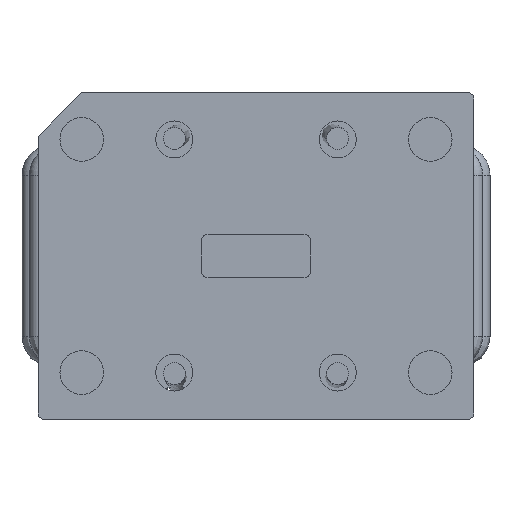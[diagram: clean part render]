
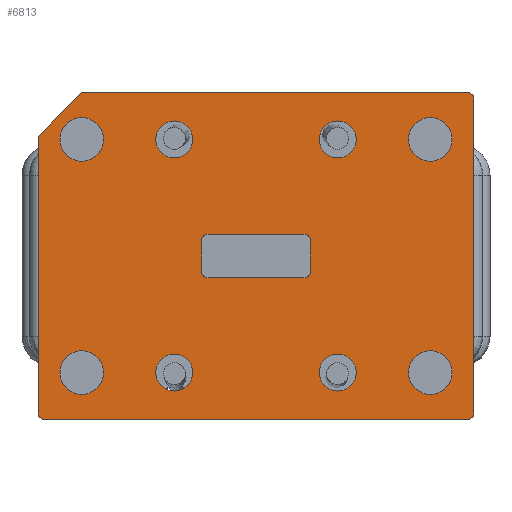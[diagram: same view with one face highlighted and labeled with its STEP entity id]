
A CAD part, front view. The second image highlights one B-rep face of the part: STEP entity #6813.
In plain terms, the highlighted planar face has unit normal (0, -1, 0).
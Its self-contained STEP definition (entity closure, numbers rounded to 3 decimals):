
#351=PLANE('',#8911);
#531=CIRCLE('',#8770,0.3);
#533=CIRCLE('',#8774,0.3);
#535=CIRCLE('',#8778,0.3);
#538=CIRCLE('',#8784,0.3);
#562=CIRCLE('',#8870,0.3);
#564=CIRCLE('',#8874,0.3);
#566=CIRCLE('',#8880,0.3);
#567=CIRCLE('',#8882,0.85);
#569=CIRCLE('',#8885,0.85);
#571=CIRCLE('',#8888,0.85);
#574=CIRCLE('',#8894,0.85);
#576=CIRCLE('',#8897,1.);
#578=CIRCLE('',#8900,1.);
#580=CIRCLE('',#8903,1.);
#582=CIRCLE('',#8910,1.);
#1288=ORIENTED_EDGE('',*,*,#2679,.T.);
#1289=ORIENTED_EDGE('',*,*,#2675,.F.);
#1290=ORIENTED_EDGE('',*,*,#2671,.T.);
#1291=ORIENTED_EDGE('',*,*,#2668,.F.);
#1292=ORIENTED_EDGE('',*,*,#2665,.T.);
#1293=ORIENTED_EDGE('',*,*,#2662,.F.);
#1294=ORIENTED_EDGE('',*,*,#2659,.T.);
#1295=ORIENTED_EDGE('',*,*,#2681,.F.);
#1296=ORIENTED_EDGE('',*,*,#2880,.T.);
#1297=ORIENTED_EDGE('',*,*,#2878,.T.);
#1298=ORIENTED_EDGE('',*,*,#2876,.T.);
#1299=ORIENTED_EDGE('',*,*,#2883,.T.);
#1300=ORIENTED_EDGE('',*,*,#2885,.F.);
#1301=ORIENTED_EDGE('',*,*,#2887,.F.);
#1302=ORIENTED_EDGE('',*,*,#2889,.F.);
#1303=ORIENTED_EDGE('',*,*,#2891,.F.);
#1304=ORIENTED_EDGE('',*,*,#2872,.F.);
#1305=ORIENTED_EDGE('',*,*,#2869,.T.);
#1306=ORIENTED_EDGE('',*,*,#2864,.F.);
#1307=ORIENTED_EDGE('',*,*,#2863,.T.);
#1308=ORIENTED_EDGE('',*,*,#2857,.F.);
#1309=ORIENTED_EDGE('',*,*,#2856,.T.);
#1310=ORIENTED_EDGE('',*,*,#2850,.F.);
#1311=ORIENTED_EDGE('',*,*,#2875,.T.);
#2659=EDGE_CURVE('',#3567,#3565,#531,.T.);
#2662=EDGE_CURVE('',#3567,#3569,#4221,.T.);
#2665=EDGE_CURVE('',#3571,#3569,#533,.T.);
#2668=EDGE_CURVE('',#3571,#3573,#4225,.T.);
#2671=EDGE_CURVE('',#3575,#3573,#535,.T.);
#2675=EDGE_CURVE('',#3575,#3578,#4230,.T.);
#2679=EDGE_CURVE('',#3580,#3578,#538,.T.);
#2681=EDGE_CURVE('',#3580,#3565,#4234,.T.);
#2850=EDGE_CURVE('',#3693,#3694,#4381,.T.);
#2856=EDGE_CURVE('',#3698,#3694,#562,.T.);
#2857=EDGE_CURVE('',#3698,#3699,#4386,.T.);
#2863=EDGE_CURVE('',#3702,#3699,#564,.T.);
#2864=EDGE_CURVE('',#3702,#3703,#4391,.T.);
#2869=EDGE_CURVE('',#3706,#3703,#4396,.T.);
#2872=EDGE_CURVE('',#3706,#3708,#4399,.T.);
#2875=EDGE_CURVE('',#3693,#3708,#566,.T.);
#2876=EDGE_CURVE('',#3709,#3709,#567,.T.);
#2878=EDGE_CURVE('',#3711,#3711,#569,.T.);
#2880=EDGE_CURVE('',#3713,#3713,#571,.T.);
#2883=EDGE_CURVE('',#3716,#3716,#574,.T.);
#2885=EDGE_CURVE('',#3718,#3718,#576,.T.);
#2887=EDGE_CURVE('',#3720,#3720,#578,.T.);
#2889=EDGE_CURVE('',#3722,#3722,#580,.T.);
#2891=EDGE_CURVE('',#3724,#3724,#582,.T.);
#3565=VERTEX_POINT('',#11553);
#3567=VERTEX_POINT('',#11556);
#3569=VERTEX_POINT('',#11562);
#3571=VERTEX_POINT('',#11568);
#3573=VERTEX_POINT('',#11574);
#3575=VERTEX_POINT('',#11580);
#3578=VERTEX_POINT('',#11588);
#3580=VERTEX_POINT('',#11596);
#3693=VERTEX_POINT('',#11941);
#3694=VERTEX_POINT('',#11942);
#3698=VERTEX_POINT('',#11951);
#3699=VERTEX_POINT('',#11956);
#3702=VERTEX_POINT('',#11964);
#3703=VERTEX_POINT('',#11969);
#3706=VERTEX_POINT('',#11976);
#3708=VERTEX_POINT('',#11984);
#3709=VERTEX_POINT('',#11991);
#3711=VERTEX_POINT('',#11996);
#3713=VERTEX_POINT('',#12001);
#3716=VERTEX_POINT('',#12010);
#3718=VERTEX_POINT('',#12015);
#3720=VERTEX_POINT('',#12020);
#3722=VERTEX_POINT('',#12025);
#3724=VERTEX_POINT('',#12034);
#4221=LINE('',#11561,#4690);
#4225=LINE('',#11573,#4694);
#4230=LINE('',#11587,#4699);
#4234=LINE('',#11599,#4703);
#4381=LINE('',#11940,#4850);
#4386=LINE('',#11955,#4855);
#4391=LINE('',#11968,#4860);
#4396=LINE('',#11978,#4865);
#4399=LINE('',#11983,#4868);
#4690=VECTOR('',#9551,1000.);
#4694=VECTOR('',#9563,1000.);
#4699=VECTOR('',#9576,1000.);
#4703=VECTOR('',#9590,1000.);
#4850=VECTOR('',#9901,1000.);
#4855=VECTOR('',#9914,1000.);
#4860=VECTOR('',#9927,1000.);
#4865=VECTOR('',#9934,1000.);
#4868=VECTOR('',#9939,1000.);
#5261=EDGE_LOOP('',(#1288,#1289,#1290,#1291,#1292,#1293,#1294,#1295));
#5262=EDGE_LOOP('',(#1296));
#5263=EDGE_LOOP('',(#1297));
#5264=EDGE_LOOP('',(#1298));
#5265=EDGE_LOOP('',(#1299));
#5266=EDGE_LOOP('',(#1300));
#5267=EDGE_LOOP('',(#1301));
#5268=EDGE_LOOP('',(#1302));
#5269=EDGE_LOOP('',(#1303));
#5270=EDGE_LOOP('',(#1304,#1305,#1306,#1307,#1308,#1309,#1310,#1311));
#5968=FACE_BOUND('',#5261,.T.);
#5969=FACE_BOUND('',#5262,.T.);
#5970=FACE_BOUND('',#5263,.T.);
#5971=FACE_BOUND('',#5264,.T.);
#5972=FACE_BOUND('',#5265,.T.);
#5973=FACE_BOUND('',#5266,.T.);
#5974=FACE_BOUND('',#5267,.T.);
#5975=FACE_BOUND('',#5268,.T.);
#5976=FACE_BOUND('',#5269,.T.);
#5977=FACE_BOUND('',#5270,.T.);
#6813=ADVANCED_FACE('',(#5968,#5969,#5970,#5971,#5972,#5973,#5974,#5975,
#5976,#5977),#351,.F.);
#8770=AXIS2_PLACEMENT_3D('',#11555,#9544,#9545);
#8774=AXIS2_PLACEMENT_3D('',#11567,#9556,#9557);
#8778=AXIS2_PLACEMENT_3D('',#11579,#9568,#9569);
#8784=AXIS2_PLACEMENT_3D('',#11595,#9585,#9586);
#8870=AXIS2_PLACEMENT_3D('',#11953,#9910,#9911);
#8874=AXIS2_PLACEMENT_3D('',#11966,#9923,#9924);
#8880=AXIS2_PLACEMENT_3D('',#11988,#9945,#9946);
#8882=AXIS2_PLACEMENT_3D('',#11990,#9949,#9950);
#8885=AXIS2_PLACEMENT_3D('',#11995,#9955,#9956);
#8888=AXIS2_PLACEMENT_3D('',#12000,#9961,#9962);
#8894=AXIS2_PLACEMENT_3D('',#12009,#9973,#9974);
#8897=AXIS2_PLACEMENT_3D('',#12014,#9979,#9980);
#8900=AXIS2_PLACEMENT_3D('',#12019,#9985,#9986);
#8903=AXIS2_PLACEMENT_3D('',#12024,#9991,#9992);
#8910=AXIS2_PLACEMENT_3D('',#12033,#10005,#10006);
#8911=AXIS2_PLACEMENT_3D('',#12035,#10007,#10008);
#9544=DIRECTION('',(0.,1.,0.));
#9545=DIRECTION('',(-1.,0.,0.));
#9551=DIRECTION('',(0.,0.,-1.));
#9556=DIRECTION('',(0.,1.,0.));
#9557=DIRECTION('',(0.,0.,-1.));
#9563=DIRECTION('',(1.,0.,0.));
#9568=DIRECTION('',(0.,1.,0.));
#9569=DIRECTION('',(1.,0.,0.));
#9576=DIRECTION('',(0.,0.,1.));
#9585=DIRECTION('',(0.,1.,0.));
#9586=DIRECTION('',(0.,0.,1.));
#9590=DIRECTION('',(-1.,0.,0.));
#9901=DIRECTION('',(0.,0.,-1.));
#9910=DIRECTION('',(0.,-1.,0.));
#9911=DIRECTION('',(0.,0.,-1.));
#9914=DIRECTION('',(-1.,0.,0.));
#9923=DIRECTION('',(0.,-1.,0.));
#9924=DIRECTION('',(-1.,0.,0.));
#9927=DIRECTION('',(0.,0.,1.));
#9934=DIRECTION('',(-0.707,0.,-0.707));
#9939=DIRECTION('',(1.,0.,0.));
#9945=DIRECTION('',(0.,-1.,0.));
#9946=DIRECTION('',(1.,0.,0.));
#9949=DIRECTION('',(0.,1.,0.));
#9950=DIRECTION('',(-1.,0.,0.));
#9955=DIRECTION('',(0.,1.,0.));
#9956=DIRECTION('',(-1.,0.,0.));
#9961=DIRECTION('',(0.,1.,0.));
#9962=DIRECTION('',(-1.,0.,0.));
#9973=DIRECTION('',(0.,1.,0.));
#9974=DIRECTION('',(-1.,0.,0.));
#9979=DIRECTION('',(0.,-1.,0.));
#9980=DIRECTION('',(-1.,0.,0.));
#9985=DIRECTION('',(0.,-1.,0.));
#9986=DIRECTION('',(-1.,0.,0.));
#9991=DIRECTION('',(0.,-1.,0.));
#9992=DIRECTION('',(-1.,0.,0.));
#10005=DIRECTION('',(0.,-1.,0.));
#10006=DIRECTION('',(-1.,0.,0.));
#10007=DIRECTION('',(0.,1.,0.));
#10008=DIRECTION('',(1.,0.,0.));
#11553=CARTESIAN_POINT('',(-2.2,0.,1.));
#11555=CARTESIAN_POINT('',(-2.2,0.,0.7));
#11556=CARTESIAN_POINT('',(-2.5,0.,0.7));
#11561=CARTESIAN_POINT('',(-2.5,0.,0.7));
#11562=CARTESIAN_POINT('',(-2.5,0.,-0.7));
#11567=CARTESIAN_POINT('',(-2.2,0.,-0.7));
#11568=CARTESIAN_POINT('',(-2.2,0.,-1.));
#11573=CARTESIAN_POINT('',(-2.2,0.,-1.));
#11574=CARTESIAN_POINT('',(2.2,0.,-1.));
#11579=CARTESIAN_POINT('',(2.2,0.,-0.7));
#11580=CARTESIAN_POINT('',(2.5,0.,-0.7));
#11587=CARTESIAN_POINT('',(2.5,0.,-0.7));
#11588=CARTESIAN_POINT('',(2.5,0.,0.7));
#11595=CARTESIAN_POINT('',(2.2,0.,0.7));
#11596=CARTESIAN_POINT('',(2.2,0.,1.));
#11599=CARTESIAN_POINT('',(2.2,0.,1.));
#11940=CARTESIAN_POINT('',(10.,0.,7.2));
#11941=CARTESIAN_POINT('',(10.,0.,7.2));
#11942=CARTESIAN_POINT('',(10.,0.,-7.2));
#11951=CARTESIAN_POINT('',(9.7,0.,-7.5));
#11953=CARTESIAN_POINT('',(9.7,0.,-7.2));
#11955=CARTESIAN_POINT('',(9.7,0.,-7.5));
#11956=CARTESIAN_POINT('',(-9.7,0.,-7.5));
#11964=CARTESIAN_POINT('',(-10.,0.,-7.2));
#11966=CARTESIAN_POINT('',(-9.7,0.,-7.2));
#11968=CARTESIAN_POINT('',(-10.,0.,-7.2));
#11969=CARTESIAN_POINT('',(-10.,0.,5.5));
#11976=CARTESIAN_POINT('',(-8.,0.,7.5));
#11978=CARTESIAN_POINT('',(-8.,0.,7.5));
#11983=CARTESIAN_POINT('',(-8.,0.,7.5));
#11984=CARTESIAN_POINT('',(9.7,0.,7.5));
#11988=CARTESIAN_POINT('',(9.7,0.,7.2));
#11990=CARTESIAN_POINT('',(-3.75,0.,-5.35));
#11991=CARTESIAN_POINT('',(-4.6,0.,-5.35));
#11995=CARTESIAN_POINT('',(3.75,0.,5.35));
#11996=CARTESIAN_POINT('',(2.9,0.,5.35));
#12000=CARTESIAN_POINT('',(-3.75,0.,5.35));
#12001=CARTESIAN_POINT('',(-4.6,0.,5.35));
#12009=CARTESIAN_POINT('',(3.75,0.,-5.35));
#12010=CARTESIAN_POINT('',(2.9,0.,-5.35));
#12014=CARTESIAN_POINT('',(8.,0.,-5.35));
#12015=CARTESIAN_POINT('',(7.,0.,-5.35));
#12019=CARTESIAN_POINT('',(8.,0.,5.35));
#12020=CARTESIAN_POINT('',(7.,0.,5.35));
#12024=CARTESIAN_POINT('',(-8.,0.,-5.35));
#12025=CARTESIAN_POINT('',(-9.,0.,-5.35));
#12033=CARTESIAN_POINT('',(-8.,0.,5.35));
#12034=CARTESIAN_POINT('',(-9.,0.,5.35));
#12035=CARTESIAN_POINT('',(0.,0.,0.));
